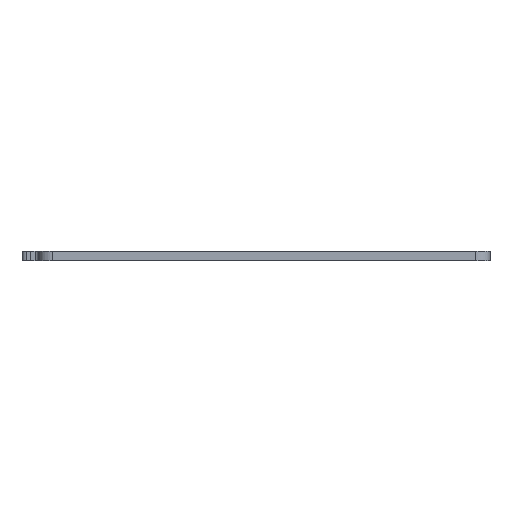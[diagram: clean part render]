
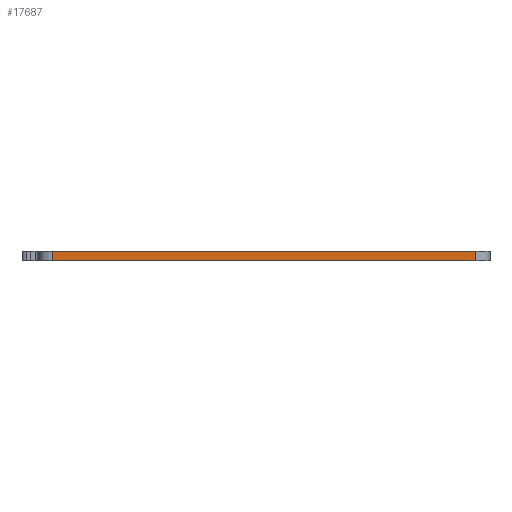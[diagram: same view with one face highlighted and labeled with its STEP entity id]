
A CAD part, left-side view. The second image highlights one B-rep face of the part: STEP entity #17687.
In plain terms, the highlighted planar face has unit normal (-1, 0, 0).
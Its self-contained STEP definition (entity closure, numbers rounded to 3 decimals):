
#84 = PLANE('',#85);
#85 = AXIS2_PLACEMENT_3D('',#86,#87,#88);
#86 = CARTESIAN_POINT('',(202.881,-81.477,1.6));
#87 = DIRECTION('',(0.,0.,1.));
#88 = DIRECTION('',(1.,0.,-0.));
#139 = PLANE('',#140);
#140 = AXIS2_PLACEMENT_3D('',#141,#142,#143);
#141 = CARTESIAN_POINT('',(202.881,-81.477,0.));
#142 = DIRECTION('',(0.,0.,1.));
#143 = DIRECTION('',(1.,0.,-0.));
#532 = VERTEX_POINT('',#533);
#533 = CARTESIAN_POINT('',(77.961,-46.646,0.));
#548 = CYLINDRICAL_SURFACE('',#549,2.381);
#549 = AXIS2_PLACEMENT_3D('',#550,#551,#552);
#550 = CARTESIAN_POINT('',(80.342,-46.646,0.));
#551 = DIRECTION('',(-0.,-0.,-1.));
#552 = DIRECTION('',(1.,0.,-0.));
#560 = EDGE_CURVE('',#561,#532,#563,.T.);
#561 = VERTEX_POINT('',#562);
#562 = CARTESIAN_POINT('',(77.961,-116.892,0.));
#563 = SURFACE_CURVE('',#564,(#568,#575),.PCURVE_S1.);
#564 = LINE('',#565,#566);
#565 = CARTESIAN_POINT('',(77.961,-116.892,0.));
#566 = VECTOR('',#567,1.);
#567 = DIRECTION('',(0.,1.,0.));
#568 = PCURVE('',#139,#569);
#569 = DEFINITIONAL_REPRESENTATION('',(#570),#574);
#570 = LINE('',#571,#572);
#571 = CARTESIAN_POINT('',(-124.921,-35.415));
#572 = VECTOR('',#573,1.);
#573 = DIRECTION('',(0.,1.));
#574 = ( GEOMETRIC_REPRESENTATION_CONTEXT(2) 
PARAMETRIC_REPRESENTATION_CONTEXT() REPRESENTATION_CONTEXT('2D SPACE',''
  ) );
#575 = PCURVE('',#576,#581);
#576 = PLANE('',#577);
#577 = AXIS2_PLACEMENT_3D('',#578,#579,#580);
#578 = CARTESIAN_POINT('',(77.961,-116.892,0.));
#579 = DIRECTION('',(-1.,0.,0.));
#580 = DIRECTION('',(0.,1.,0.));
#581 = DEFINITIONAL_REPRESENTATION('',(#582),#586);
#582 = LINE('',#583,#584);
#583 = CARTESIAN_POINT('',(0.,0.));
#584 = VECTOR('',#585,1.);
#585 = DIRECTION('',(1.,0.));
#586 = ( GEOMETRIC_REPRESENTATION_CONTEXT(2) 
PARAMETRIC_REPRESENTATION_CONTEXT() REPRESENTATION_CONTEXT('2D SPACE',''
  ) );
#605 = CYLINDRICAL_SURFACE('',#606,2.381);
#606 = AXIS2_PLACEMENT_3D('',#607,#608,#609);
#607 = CARTESIAN_POINT('',(80.342,-116.892,0.));
#608 = DIRECTION('',(-0.,-0.,-1.));
#609 = DIRECTION('',(1.,0.,-0.));
#9866 = VERTEX_POINT('',#9867);
#9867 = CARTESIAN_POINT('',(77.961,-46.646,1.6));
#9889 = EDGE_CURVE('',#9890,#9866,#9892,.T.);
#9890 = VERTEX_POINT('',#9891);
#9891 = CARTESIAN_POINT('',(77.961,-116.892,1.6));
#9892 = SURFACE_CURVE('',#9893,(#9897,#9904),.PCURVE_S1.);
#9893 = LINE('',#9894,#9895);
#9894 = CARTESIAN_POINT('',(77.961,-116.892,1.6));
#9895 = VECTOR('',#9896,1.);
#9896 = DIRECTION('',(0.,1.,0.));
#9897 = PCURVE('',#84,#9898);
#9898 = DEFINITIONAL_REPRESENTATION('',(#9899),#9903);
#9899 = LINE('',#9900,#9901);
#9900 = CARTESIAN_POINT('',(-124.921,-35.415));
#9901 = VECTOR('',#9902,1.);
#9902 = DIRECTION('',(0.,1.));
#9903 = ( GEOMETRIC_REPRESENTATION_CONTEXT(2) 
PARAMETRIC_REPRESENTATION_CONTEXT() REPRESENTATION_CONTEXT('2D SPACE',''
  ) );
#9904 = PCURVE('',#576,#9905);
#9905 = DEFINITIONAL_REPRESENTATION('',(#9906),#9910);
#9906 = LINE('',#9907,#9908);
#9907 = CARTESIAN_POINT('',(0.,-1.6));
#9908 = VECTOR('',#9909,1.);
#9909 = DIRECTION('',(1.,0.));
#9910 = ( GEOMETRIC_REPRESENTATION_CONTEXT(2) 
PARAMETRIC_REPRESENTATION_CONTEXT() REPRESENTATION_CONTEXT('2D SPACE',''
  ) );
#17637 = EDGE_CURVE('',#561,#9890,#17638,.T.);
#17638 = SURFACE_CURVE('',#17639,(#17643,#17650),.PCURVE_S1.);
#17639 = LINE('',#17640,#17641);
#17640 = CARTESIAN_POINT('',(77.961,-116.892,0.));
#17641 = VECTOR('',#17642,1.);
#17642 = DIRECTION('',(0.,0.,1.));
#17643 = PCURVE('',#605,#17644);
#17644 = DEFINITIONAL_REPRESENTATION('',(#17645),#17649);
#17645 = LINE('',#17646,#17647);
#17646 = CARTESIAN_POINT('',(-3.142,0.));
#17647 = VECTOR('',#17648,1.);
#17648 = DIRECTION('',(-0.,-1.));
#17649 = ( GEOMETRIC_REPRESENTATION_CONTEXT(2) 
PARAMETRIC_REPRESENTATION_CONTEXT() REPRESENTATION_CONTEXT('2D SPACE',''
  ) );
#17650 = PCURVE('',#576,#17651);
#17651 = DEFINITIONAL_REPRESENTATION('',(#17652),#17656);
#17652 = LINE('',#17653,#17654);
#17653 = CARTESIAN_POINT('',(0.,0.));
#17654 = VECTOR('',#17655,1.);
#17655 = DIRECTION('',(0.,-1.));
#17656 = ( GEOMETRIC_REPRESENTATION_CONTEXT(2) 
PARAMETRIC_REPRESENTATION_CONTEXT() REPRESENTATION_CONTEXT('2D SPACE',''
  ) );
#17687 = ADVANCED_FACE('',(#17688),#576,.T.);
#17688 = FACE_BOUND('',#17689,.T.);
#17689 = EDGE_LOOP('',(#17690,#17691,#17692,#17713));
#17690 = ORIENTED_EDGE('',*,*,#17637,.T.);
#17691 = ORIENTED_EDGE('',*,*,#9889,.T.);
#17692 = ORIENTED_EDGE('',*,*,#17693,.F.);
#17693 = EDGE_CURVE('',#532,#9866,#17694,.T.);
#17694 = SURFACE_CURVE('',#17695,(#17699,#17706),.PCURVE_S1.);
#17695 = LINE('',#17696,#17697);
#17696 = CARTESIAN_POINT('',(77.961,-46.646,0.));
#17697 = VECTOR('',#17698,1.);
#17698 = DIRECTION('',(0.,0.,1.));
#17699 = PCURVE('',#576,#17700);
#17700 = DEFINITIONAL_REPRESENTATION('',(#17701),#17705);
#17701 = LINE('',#17702,#17703);
#17702 = CARTESIAN_POINT('',(70.247,0.));
#17703 = VECTOR('',#17704,1.);
#17704 = DIRECTION('',(0.,-1.));
#17705 = ( GEOMETRIC_REPRESENTATION_CONTEXT(2) 
PARAMETRIC_REPRESENTATION_CONTEXT() REPRESENTATION_CONTEXT('2D SPACE',''
  ) );
#17706 = PCURVE('',#548,#17707);
#17707 = DEFINITIONAL_REPRESENTATION('',(#17708),#17712);
#17708 = LINE('',#17709,#17710);
#17709 = CARTESIAN_POINT('',(-3.142,0.));
#17710 = VECTOR('',#17711,1.);
#17711 = DIRECTION('',(-0.,-1.));
#17712 = ( GEOMETRIC_REPRESENTATION_CONTEXT(2) 
PARAMETRIC_REPRESENTATION_CONTEXT() REPRESENTATION_CONTEXT('2D SPACE',''
  ) );
#17713 = ORIENTED_EDGE('',*,*,#560,.F.);
